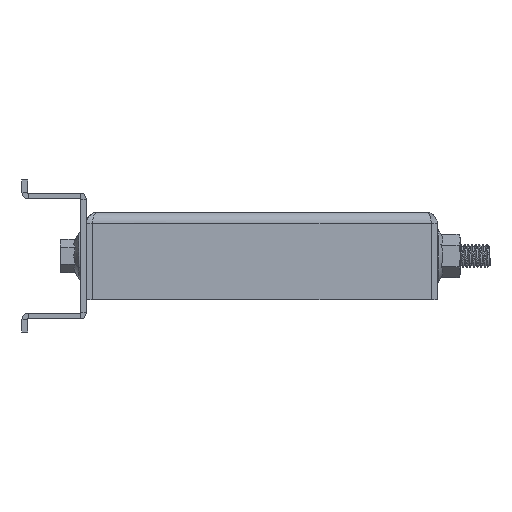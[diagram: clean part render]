
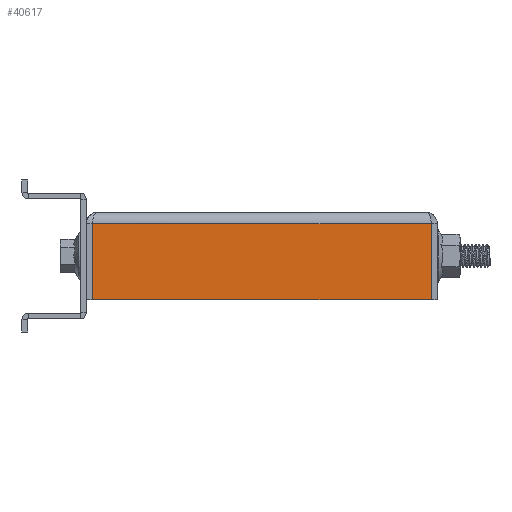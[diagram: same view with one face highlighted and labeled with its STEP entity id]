
A CAD part, left-side view. The second image highlights one B-rep face of the part: STEP entity #40617.
In plain terms, the highlighted planar face has unit normal (-1, 0, 0).
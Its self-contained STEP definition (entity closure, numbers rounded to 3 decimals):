
#174 = ORIENTED_EDGE ( 'NONE', *, *, #36523, .T. ) ;
#491 = CARTESIAN_POINT ( 'NONE',  ( 11., -2.071, -15. ) ) ;
#1659 = CARTESIAN_POINT ( 'NONE',  ( 11., -60., 13. ) ) ;
#2008 = VERTEX_POINT ( 'NONE', #491 ) ;
#3198 = VERTEX_POINT ( 'NONE', #3755 ) ;
#3755 = CARTESIAN_POINT ( 'NONE',  ( 11., -117.929, -15. ) ) ;
#4301 = PLANE ( 'NONE',  #4831 ) ;
#4831 = AXIS2_PLACEMENT_3D ( 'NONE', #1659, #41242, #18092 ) ;
#5680 = ORIENTED_EDGE ( 'NONE', *, *, #34431, .F. ) ;
#6831 = ORIENTED_EDGE ( 'NONE', *, *, #24447, .F. ) ;
#7292 = VECTOR ( 'NONE', #17444, 1000. ) ;
#9227 = VERTEX_POINT ( 'NONE', #20585 ) ;
#9546 = CARTESIAN_POINT ( 'NONE',  ( 11., -120., 11. ) ) ;
#9767 = VECTOR ( 'NONE', #29644, 1000. ) ;
#10771 = VECTOR ( 'NONE', #38992, 1000. ) ;
#13603 = ORIENTED_EDGE ( 'NONE', *, *, #39718, .T. ) ;
#13696 = DIRECTION ( 'NONE',  ( 0., 0., -1. ) ) ;
#17444 = DIRECTION ( 'NONE',  ( 0., -1., 0. ) ) ;
#18092 = DIRECTION ( 'NONE',  ( 0., 0., 1. ) ) ;
#18727 = CARTESIAN_POINT ( 'NONE',  ( 11., -117.929, 11. ) ) ;
#19839 = LINE ( 'NONE', #9546, #9767 ) ;
#20585 = CARTESIAN_POINT ( 'NONE',  ( 11., -2.071, 11. ) ) ;
#20695 = VERTEX_POINT ( 'NONE', #18727 ) ;
#23961 = VECTOR ( 'NONE', #13696, 1000. ) ;
#24447 = EDGE_CURVE ( 'NONE', #9227, #20695, #19839, .T. ) ;
#26901 = EDGE_LOOP ( 'NONE', ( #6831, #174, #13603, #5680 ) ) ;
#27816 = LINE ( 'NONE', #41583, #23961 ) ;
#29130 = LINE ( 'NONE', #29556, #10771 ) ;
#29556 = CARTESIAN_POINT ( 'NONE',  ( 11., -2.071, 11. ) ) ;
#29644 = DIRECTION ( 'NONE',  ( 0., -1., 0. ) ) ;
#30966 = LINE ( 'NONE', #41020, #7292 ) ;
#31620 = FACE_OUTER_BOUND ( 'NONE', #26901, .T. ) ;
#34431 = EDGE_CURVE ( 'NONE', #20695, #3198, #27816, .T. ) ;
#36523 = EDGE_CURVE ( 'NONE', #9227, #2008, #29130, .T. ) ;
#38992 = DIRECTION ( 'NONE',  ( 0., 0., -1. ) ) ;
#39718 = EDGE_CURVE ( 'NONE', #2008, #3198, #30966, .T. ) ;
#40617 = ADVANCED_FACE ( 'NONE', ( #31620 ), #4301, .F. ) ;
#41020 = CARTESIAN_POINT ( 'NONE',  ( 11., -60., -15. ) ) ;
#41242 = DIRECTION ( 'NONE',  ( 1., 0., 0. ) ) ;
#41583 = CARTESIAN_POINT ( 'NONE',  ( 11., -117.929, 11. ) ) ;
